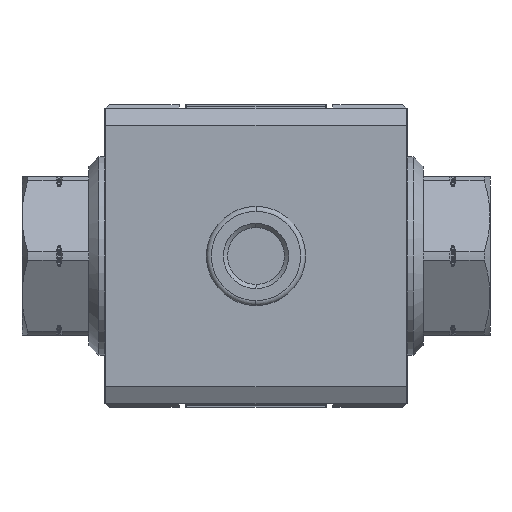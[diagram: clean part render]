
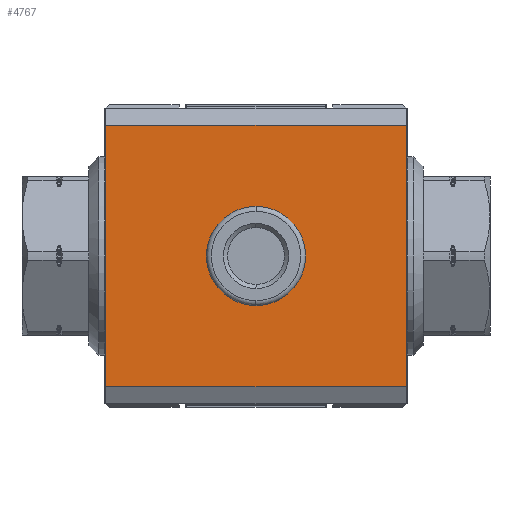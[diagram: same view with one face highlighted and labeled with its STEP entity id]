
A CAD part, front view. The second image highlights one B-rep face of the part: STEP entity #4767.
In plain terms, the highlighted planar face has unit normal (0, -1, 0).
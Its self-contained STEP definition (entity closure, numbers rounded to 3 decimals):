
#2154 = DIRECTION ( 'NONE',  ( -1., 0., 0. ) ) ;
#2164 = CARTESIAN_POINT ( 'NONE',  ( 30.25, -32.5, 26.336 ) ) ;
#2194 = CARTESIAN_POINT ( 'NONE',  ( 0., -32.5, -10. ) ) ;
#2287 = CARTESIAN_POINT ( 'NONE',  ( -30.25, -32.5, 26.336 ) ) ;
#4340 = CARTESIAN_POINT ( 'NONE',  ( -30.25, -32.5, -26.336 ) ) ;
#4767 = ADVANCED_FACE ( 'NONE', ( #13676, #18162 ), #27037, .T. ) ;
#5153 = ORIENTED_EDGE ( 'NONE', *, *, #7651, .T. ) ;
#5503 = EDGE_CURVE ( 'NONE', #12672, #21060, #17065, .T. ) ;
#5624 = DIRECTION ( 'NONE',  ( 0., 0., -1. ) ) ;
#7651 = EDGE_CURVE ( 'NONE', #9508, #8908, #22211, .T. ) ;
#7815 = CARTESIAN_POINT ( 'NONE',  ( -30.25, -32.5, -26.336 ) ) ;
#7991 = DIRECTION ( 'NONE',  ( 0., -1., 0. ) ) ;
#8493 = VECTOR ( 'NONE', #2154, 1000. ) ;
#8908 = VERTEX_POINT ( 'NONE', #12238 ) ;
#9508 = VERTEX_POINT ( 'NONE', #2164 ) ;
#9822 = EDGE_CURVE ( 'NONE', #9508, #24950, #27813, .T. ) ;
#9904 = CARTESIAN_POINT ( 'NONE',  ( 0., -32.5, 0. ) ) ;
#10174 = CARTESIAN_POINT ( 'NONE',  ( 0., -32.5, 0. ) ) ;
#11149 = DIRECTION ( 'NONE',  ( -1., 0., 0. ) ) ;
#11320 = CIRCLE ( 'NONE', #21534, 10. ) ;
#11499 = ORIENTED_EDGE ( 'NONE', *, *, #21561, .F. ) ;
#11676 = DIRECTION ( 'NONE',  ( 0., 0., -1. ) ) ;
#11784 = AXIS2_PLACEMENT_3D ( 'NONE', #7815, #25562, #5624 ) ;
#12128 = VECTOR ( 'NONE', #22113, 1000. ) ;
#12202 = ORIENTED_EDGE ( 'NONE', *, *, #27402, .T. ) ;
#12238 = CARTESIAN_POINT ( 'NONE',  ( -30.25, -32.5, 26.336 ) ) ;
#12491 = EDGE_CURVE ( 'NONE', #21060, #12672, #11320, .T. ) ;
#12672 = VERTEX_POINT ( 'NONE', #23789 ) ;
#13676 = FACE_BOUND ( 'NONE', #26862, .T. ) ;
#15134 = LINE ( 'NONE', #4340, #12128 ) ;
#15175 = CARTESIAN_POINT ( 'NONE',  ( -30.25, -32.5, -26.336 ) ) ;
#15215 = AXIS2_PLACEMENT_3D ( 'NONE', #9904, #18783, #27666 ) ;
#15251 = CARTESIAN_POINT ( 'NONE',  ( -30.25, -32.5, -26.336 ) ) ;
#17065 = CIRCLE ( 'NONE', #15215, 10. ) ;
#18162 = FACE_OUTER_BOUND ( 'NONE', #21264, .T. ) ;
#18316 = VECTOR ( 'NONE', #11676, 1000. ) ;
#18373 = CARTESIAN_POINT ( 'NONE',  ( 30.25, -32.5, 26.336 ) ) ;
#18783 = DIRECTION ( 'NONE',  ( 0., -1., 0. ) ) ;
#18892 = ORIENTED_EDGE ( 'NONE', *, *, #9822, .F. ) ;
#21060 = VERTEX_POINT ( 'NONE', #2194 ) ;
#21104 = CARTESIAN_POINT ( 'NONE',  ( 30.25, -32.5, -26.336 ) ) ;
#21264 = EDGE_LOOP ( 'NONE', ( #12202, #11499, #18892, #5153 ) ) ;
#21534 = AXIS2_PLACEMENT_3D ( 'NONE', #10174, #7991, #23562 ) ;
#21561 = EDGE_CURVE ( 'NONE', #24950, #26992, #21792, .T. ) ;
#21792 = LINE ( 'NONE', #15251, #8493 ) ;
#22113 = DIRECTION ( 'NONE',  ( 0., 0., -1. ) ) ;
#22211 = LINE ( 'NONE', #2287, #27152 ) ;
#22925 = ORIENTED_EDGE ( 'NONE', *, *, #12491, .F. ) ;
#23562 = DIRECTION ( 'NONE',  ( 0., 0., -1. ) ) ;
#23789 = CARTESIAN_POINT ( 'NONE',  ( 0., -32.5, 10. ) ) ;
#24768 = ORIENTED_EDGE ( 'NONE', *, *, #5503, .F. ) ;
#24950 = VERTEX_POINT ( 'NONE', #21104 ) ;
#25562 = DIRECTION ( 'NONE',  ( 0., -1., 0. ) ) ;
#26862 = EDGE_LOOP ( 'NONE', ( #24768, #22925 ) ) ;
#26992 = VERTEX_POINT ( 'NONE', #15175 ) ;
#27037 = PLANE ( 'NONE',  #11784 ) ;
#27152 = VECTOR ( 'NONE', #11149, 1000. ) ;
#27402 = EDGE_CURVE ( 'NONE', #8908, #26992, #15134, .T. ) ;
#27666 = DIRECTION ( 'NONE',  ( 0., 0., -1. ) ) ;
#27813 = LINE ( 'NONE', #18373, #18316 ) ;
